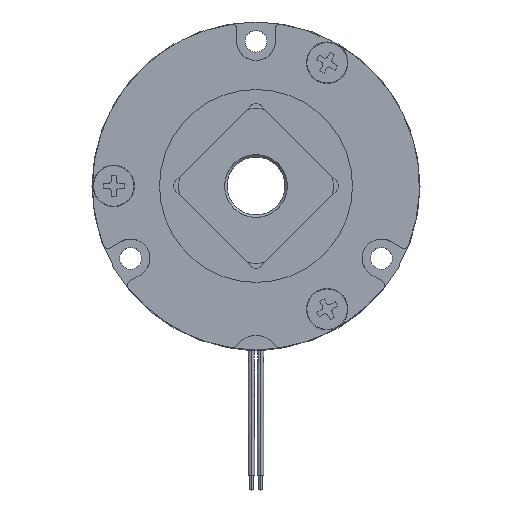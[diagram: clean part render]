
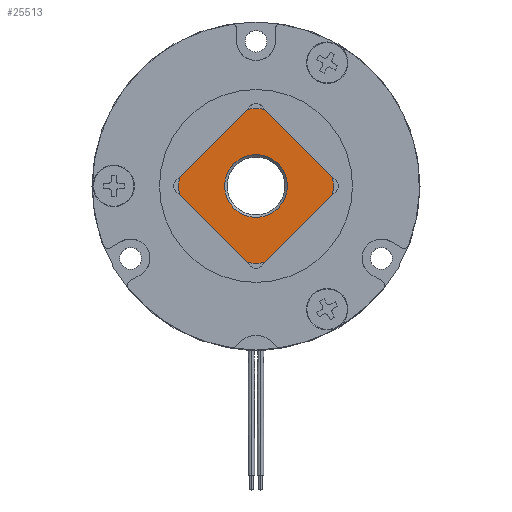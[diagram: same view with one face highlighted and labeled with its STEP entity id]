
A CAD part, top view. The second image highlights one B-rep face of the part: STEP entity #25513.
In plain terms, the highlighted planar face has unit normal (0, 0, 1).
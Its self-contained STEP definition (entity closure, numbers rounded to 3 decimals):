
#459 = EDGE_CURVE ( 'NONE', #7870, #10328, #25837, .T. ) ;
#616 = VERTEX_POINT ( 'NONE', #4558 ) ;
#817 = AXIS2_PLACEMENT_3D ( 'NONE', #24808, #11452, #27064 ) ;
#1346 = VECTOR ( 'NONE', #19625, 1000. ) ;
#1416 = FACE_BOUND ( 'NONE', #20092, .T. ) ;
#1742 = CARTESIAN_POINT ( 'NONE',  ( 0., 0., 18.5 ) ) ;
#1814 = CARTESIAN_POINT ( 'NONE',  ( -17.678, 0., 18.5 ) ) ;
#2160 = DIRECTION ( 'NONE',  ( 0., 0., 1. ) ) ;
#2718 = ORIENTED_EDGE ( 'NONE', *, *, #459, .F. ) ;
#2733 = VECTOR ( 'NONE', #25214, 1000. ) ;
#2881 = AXIS2_PLACEMENT_3D ( 'NONE', #15597, #2160, #17832 ) ;
#2983 = VERTEX_POINT ( 'NONE', #8478 ) ;
#3033 = CIRCLE ( 'NONE', #2881, 16. ) ;
#3387 = ORIENTED_EDGE ( 'NONE', *, *, #17319, .T. ) ;
#4002 = DIRECTION ( 'NONE',  ( 0.707, -0.707, 0. ) ) ;
#4558 = CARTESIAN_POINT ( 'NONE',  ( -4.596, 4.596, 18.5 ) ) ;
#4822 = ORIENTED_EDGE ( 'NONE', *, *, #23116, .F. ) ;
#5165 = CARTESIAN_POINT ( 'NONE',  ( 0., 17.678, 18.5 ) ) ;
#5294 = AXIS2_PLACEMENT_3D ( 'NONE', #1742, #17431, #4002 ) ;
#6014 = DIRECTION ( 'NONE',  ( 0., 0., 1. ) ) ;
#6136 = CARTESIAN_POINT ( 'NONE',  ( 0., 0., 18.5 ) ) ;
#6459 = DIRECTION ( 'NONE',  ( -0.707, 0.707, 0. ) ) ;
#6535 = CIRCLE ( 'NONE', #16936, 16. ) ;
#6731 = VERTEX_POINT ( 'NONE', #10639 ) ;
#7142 = ORIENTED_EDGE ( 'NONE', *, *, #25721, .T. ) ;
#7698 = VERTEX_POINT ( 'NONE', #16121 ) ;
#7870 = VERTEX_POINT ( 'NONE', #27730 ) ;
#8072 = CIRCLE ( 'NONE', #26291, 16. ) ;
#8304 = EDGE_CURVE ( 'NONE', #18266, #28392, #6535, .T. ) ;
#8381 = DIRECTION ( 'NONE',  ( 0.707, -0.707, 0. ) ) ;
#8478 = CARTESIAN_POINT ( 'NONE',  ( -15.901, 1.777, 18.5 ) ) ;
#8662 = CARTESIAN_POINT ( 'NONE',  ( -1.777, -15.901, 18.5 ) ) ;
#8678 = EDGE_CURVE ( 'NONE', #7698, #10328, #3033, .T. ) ;
#8887 = CARTESIAN_POINT ( 'NONE',  ( 0., 0., 18.5 ) ) ;
#8936 = VECTOR ( 'NONE', #6459, 1000. ) ;
#9860 = DIRECTION ( 'NONE',  ( 0., 0., 1. ) ) ;
#10328 = VERTEX_POINT ( 'NONE', #24920 ) ;
#10639 = CARTESIAN_POINT ( 'NONE',  ( -15.901, -1.777, 18.5 ) ) ;
#11158 = DIRECTION ( 'NONE',  ( 0.707, -0.707, 0. ) ) ;
#11452 = DIRECTION ( 'NONE',  ( 0., 0., -1. ) ) ;
#12114 = CIRCLE ( 'NONE', #22330, 6.5 ) ;
#12775 = EDGE_CURVE ( 'NONE', #2983, #18102, #19903, .T. ) ;
#13318 = ORIENTED_EDGE ( 'NONE', *, *, #22975, .T. ) ;
#13343 = FACE_OUTER_BOUND ( 'NONE', #25346, .T. ) ;
#13470 = ORIENTED_EDGE ( 'NONE', *, *, #17921, .F. ) ;
#13488 = VECTOR ( 'NONE', #28296, 1000. ) ;
#13669 = CIRCLE ( 'NONE', #817, 6.5 ) ;
#15237 = CARTESIAN_POINT ( 'NONE',  ( 1.777, -15.901, 18.5 ) ) ;
#15597 = CARTESIAN_POINT ( 'NONE',  ( 0., 0., 18.5 ) ) ;
#16121 = CARTESIAN_POINT ( 'NONE',  ( 15.901, -1.777, 18.5 ) ) ;
#16518 = CARTESIAN_POINT ( 'NONE',  ( -1.777, 15.901, 18.5 ) ) ;
#16936 = AXIS2_PLACEMENT_3D ( 'NONE', #19408, #6014, #21655 ) ;
#17319 = EDGE_CURVE ( 'NONE', #19498, #616, #12114, .T. ) ;
#17431 = DIRECTION ( 'NONE',  ( 0., 0., 1. ) ) ;
#17832 = DIRECTION ( 'NONE',  ( 0.707, -0.707, 0. ) ) ;
#17921 = EDGE_CURVE ( 'NONE', #7698, #28392, #19429, .T. ) ;
#18102 = VERTEX_POINT ( 'NONE', #16518 ) ;
#18266 = VERTEX_POINT ( 'NONE', #8662 ) ;
#19078 = CIRCLE ( 'NONE', #5294, 16. ) ;
#19408 = CARTESIAN_POINT ( 'NONE',  ( 0., 0., 18.5 ) ) ;
#19429 = LINE ( 'NONE', #23117, #13488 ) ;
#19498 = VERTEX_POINT ( 'NONE', #19998 ) ;
#19625 = DIRECTION ( 'NONE',  ( 0.707, 0.707, 0. ) ) ;
#19746 = ORIENTED_EDGE ( 'NONE', *, *, #12775, .F. ) ;
#19847 = CARTESIAN_POINT ( 'NONE',  ( -17.678, 0., 18.5 ) ) ;
#19903 = LINE ( 'NONE', #1814, #1346 ) ;
#19998 = CARTESIAN_POINT ( 'NONE',  ( 4.596, -4.596, 18.5 ) ) ;
#20092 = EDGE_LOOP ( 'NONE', ( #7142, #3387 ) ) ;
#21271 = ORIENTED_EDGE ( 'NONE', *, *, #8304, .T. ) ;
#21655 = DIRECTION ( 'NONE',  ( 0.707, -0.707, 0. ) ) ;
#21767 = DIRECTION ( 'NONE',  ( 0., 0., -1. ) ) ;
#22330 = AXIS2_PLACEMENT_3D ( 'NONE', #6136, #21767, #8381 ) ;
#22975 = EDGE_CURVE ( 'NONE', #7870, #18102, #19078, .T. ) ;
#23116 = EDGE_CURVE ( 'NONE', #18266, #6731, #26080, .T. ) ;
#23117 = CARTESIAN_POINT ( 'NONE',  ( 0., -17.678, 18.5 ) ) ;
#23255 = CARTESIAN_POINT ( 'NONE',  ( 0., 0., 18.5 ) ) ;
#23557 = ORIENTED_EDGE ( 'NONE', *, *, #8678, .T. ) ;
#23846 = AXIS2_PLACEMENT_3D ( 'NONE', #8887, #24506, #11158 ) ;
#24506 = DIRECTION ( 'NONE',  ( 0., 0., -1. ) ) ;
#24808 = CARTESIAN_POINT ( 'NONE',  ( 0., 0., 18.5 ) ) ;
#24920 = CARTESIAN_POINT ( 'NONE',  ( 15.901, 1.777, 18.5 ) ) ;
#25214 = DIRECTION ( 'NONE',  ( 0.707, -0.707, 0. ) ) ;
#25346 = EDGE_LOOP ( 'NONE', ( #21271, #13470, #23557, #2718, #13318, #19746, #27199, #4822 ) ) ;
#25500 = DIRECTION ( 'NONE',  ( 0.707, -0.707, 0. ) ) ;
#25513 = ADVANCED_FACE ( 'NONE', ( #1416, #13343 ), #26679, .F. ) ;
#25721 = EDGE_CURVE ( 'NONE', #616, #19498, #13669, .T. ) ;
#25837 = LINE ( 'NONE', #5165, #2733 ) ;
#26080 = LINE ( 'NONE', #19847, #8936 ) ;
#26291 = AXIS2_PLACEMENT_3D ( 'NONE', #23255, #9860, #25500 ) ;
#26341 = EDGE_CURVE ( 'NONE', #2983, #6731, #8072, .T. ) ;
#26679 = PLANE ( 'NONE',  #23846 ) ;
#27064 = DIRECTION ( 'NONE',  ( 0.707, -0.707, 0. ) ) ;
#27199 = ORIENTED_EDGE ( 'NONE', *, *, #26341, .T. ) ;
#27730 = CARTESIAN_POINT ( 'NONE',  ( 1.777, 15.901, 18.5 ) ) ;
#28296 = DIRECTION ( 'NONE',  ( -0.707, -0.707, 0. ) ) ;
#28392 = VERTEX_POINT ( 'NONE', #15237 ) ;
